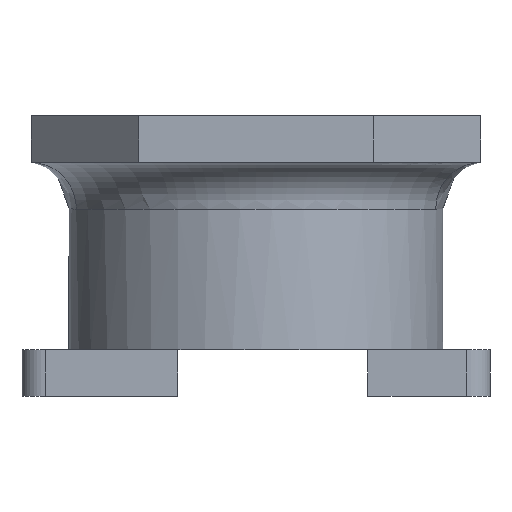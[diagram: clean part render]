
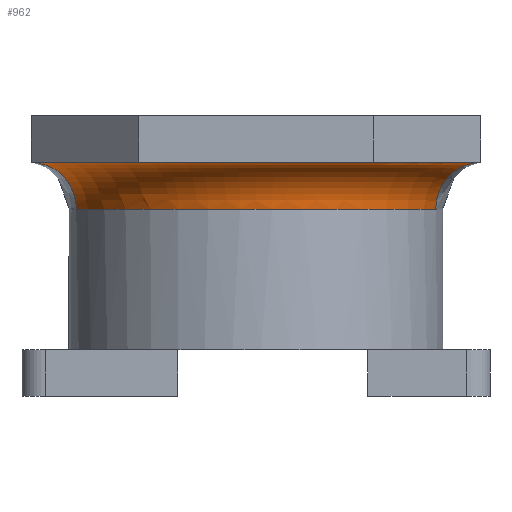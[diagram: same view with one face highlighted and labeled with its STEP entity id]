
A CAD part, left-side view. The second image highlights one B-rep face of the part: STEP entity #962.
In plain terms, the highlighted toroidal (fillet/blend) face has major radius 2.5 mm and minor radius 0.5 mm.
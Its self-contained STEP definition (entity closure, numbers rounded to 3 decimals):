
#24 = VERTEX_POINT('',#25);
#25 = CARTESIAN_POINT('',(-0.7,2.4,2.5));
#44 = PLANE('',#45);
#45 = AXIS2_PLACEMENT_3D('',#46,#47,#48);
#46 = CARTESIAN_POINT('',(0.,0.,2.5));
#47 = DIRECTION('',(0.,0.,1.));
#48 = DIRECTION('',(1.,0.,0.));
#190 = ( BOUNDED_SURFACE() B_SPLINE_SURFACE(2,6,(
    (#191,#192,#193,#194,#195,#196,#197)
    ,(#198,#199,#200,#201,#202,#203,#204)
    ,(#205,#206,#207,#208,#209,#210,#211
)),.UNSPECIFIED.,.F.,.F.,.F.) B_SPLINE_SURFACE_WITH_KNOTS((3,3),(7,7),(
    0.,1.135),(2.574,3.709),
.PIECEWISE_BEZIER_KNOTS.) GEOMETRIC_REPRESENTATION_ITEM() 
RATIONAL_B_SPLINE_SURFACE((
    (1.,1.,1.,1.,1.,1.,1.)
    ,(0.707,0.756,0.778,0.787
      ,0.778,0.756,0.707)
,(1.,1.,1.,1.,1.,1.,1.))) REPRESENTATION_ITEM('') SURFACE() );
#191 = CARTESIAN_POINT('',(0.56,1.92,2.));
#192 = CARTESIAN_POINT('',(0.378,1.973,2.));
#193 = CARTESIAN_POINT('',(0.191,2.005,2.011)
  );
#194 = CARTESIAN_POINT('',(0.,2.016,
    2.015));
#195 = CARTESIAN_POINT('',(-0.191,2.005,2.011
    ));
#196 = CARTESIAN_POINT('',(-0.378,1.973,2.));
#197 = CARTESIAN_POINT('',(-0.56,1.92,2.));
#198 = CARTESIAN_POINT('',(0.56,1.92,2.5));
#199 = CARTESIAN_POINT('',(0.39,1.97,2.435)
  );
#200 = CARTESIAN_POINT('',(0.198,2.005,2.414)
  );
#201 = CARTESIAN_POINT('',(0.,2.017,
    2.408));
#202 = CARTESIAN_POINT('',(-0.198,2.005,2.414)
  );
#203 = CARTESIAN_POINT('',(-0.39,1.97,2.435
    ));
#204 = CARTESIAN_POINT('',(-0.56,1.92,2.5));
#205 = CARTESIAN_POINT('',(0.7,2.4,2.5));
#206 = CARTESIAN_POINT('',(0.454,2.4,2.5));
#207 = CARTESIAN_POINT('',(0.224,2.4,2.5));
#208 = CARTESIAN_POINT('',(0.,2.4,2.5));
#209 = CARTESIAN_POINT('',(-0.224,2.4,2.5));
#210 = CARTESIAN_POINT('',(-0.454,2.4,2.5));
#211 = CARTESIAN_POINT('',(-0.7,2.4,2.5));
#223 = VERTEX_POINT('',#224);
#224 = CARTESIAN_POINT('',(-2.5,0.,2.5));
#252 = EDGE_CURVE('',#24,#223,#253,.T.);
#253 = SURFACE_CURVE('',#254,(#259,#266),.PCURVE_S1.);
#254 = CIRCLE('',#255,2.5);
#255 = AXIS2_PLACEMENT_3D('',#256,#257,#258);
#256 = CARTESIAN_POINT('',(0.,0.,2.5));
#257 = DIRECTION('',(0.,0.,1.));
#258 = DIRECTION('',(1.,0.,0.));
#259 = PCURVE('',#44,#260);
#260 = DEFINITIONAL_REPRESENTATION('',(#261),#265);
#261 = CIRCLE('',#262,2.5);
#262 = AXIS2_PLACEMENT_2D('',#263,#264);
#263 = CARTESIAN_POINT('',(0.,0.));
#264 = DIRECTION('',(1.,0.));
#265 = ( GEOMETRIC_REPRESENTATION_CONTEXT(2) 
PARAMETRIC_REPRESENTATION_CONTEXT() REPRESENTATION_CONTEXT('2D SPACE',''
  ) );
#266 = PCURVE('',#267,#272);
#267 = TOROIDAL_SURFACE('',#268,2.5,0.5);
#268 = AXIS2_PLACEMENT_3D('',#269,#270,#271);
#269 = CARTESIAN_POINT('',(0.,0.,2.));
#270 = DIRECTION('',(0.,0.,1.));
#271 = DIRECTION('',(1.,0.,0.));
#272 = DEFINITIONAL_REPRESENTATION('',(#273),#277);
#273 = LINE('',#274,#275);
#274 = CARTESIAN_POINT('',(0.,1.571));
#275 = VECTOR('',#276,1.);
#276 = DIRECTION('',(1.,0.));
#277 = ( GEOMETRIC_REPRESENTATION_CONTEXT(2) 
PARAMETRIC_REPRESENTATION_CONTEXT() REPRESENTATION_CONTEXT('2D SPACE',''
  ) );
#313 = PLANE('',#314);
#314 = AXIS2_PLACEMENT_3D('',#315,#316,#317);
#315 = CARTESIAN_POINT('',(0.,0.,2.5));
#316 = DIRECTION('',(0.,0.,1.));
#317 = DIRECTION('',(1.,0.,0.));
#361 = VERTEX_POINT('',#362);
#362 = CARTESIAN_POINT('',(-0.7,-2.4,2.5));
#388 = EDGE_CURVE('',#223,#361,#389,.T.);
#389 = SURFACE_CURVE('',#390,(#395,#402),.PCURVE_S1.);
#390 = CIRCLE('',#391,2.5);
#391 = AXIS2_PLACEMENT_3D('',#392,#393,#394);
#392 = CARTESIAN_POINT('',(0.,0.,2.5));
#393 = DIRECTION('',(0.,0.,1.));
#394 = DIRECTION('',(1.,0.,0.));
#395 = PCURVE('',#313,#396);
#396 = DEFINITIONAL_REPRESENTATION('',(#397),#401);
#397 = CIRCLE('',#398,2.5);
#398 = AXIS2_PLACEMENT_2D('',#399,#400);
#399 = CARTESIAN_POINT('',(0.,0.));
#400 = DIRECTION('',(1.,0.));
#401 = ( GEOMETRIC_REPRESENTATION_CONTEXT(2) 
PARAMETRIC_REPRESENTATION_CONTEXT() REPRESENTATION_CONTEXT('2D SPACE',''
  ) );
#402 = PCURVE('',#267,#403);
#403 = DEFINITIONAL_REPRESENTATION('',(#404),#408);
#404 = LINE('',#405,#406);
#405 = CARTESIAN_POINT('',(0.,1.571));
#406 = VECTOR('',#407,1.);
#407 = DIRECTION('',(1.,0.));
#408 = ( GEOMETRIC_REPRESENTATION_CONTEXT(2) 
PARAMETRIC_REPRESENTATION_CONTEXT() REPRESENTATION_CONTEXT('2D SPACE',''
  ) );
#450 = EDGE_CURVE('',#24,#451,#453,.T.);
#451 = VERTEX_POINT('',#452);
#452 = CARTESIAN_POINT('',(-0.56,1.92,2.));
#453 = SURFACE_CURVE('',#454,(#458,#465),.PCURVE_S1.);
#454 = ( BOUNDED_CURVE() B_SPLINE_CURVE(2,(#455,#456,#457),
.UNSPECIFIED.,.F.,.F.) B_SPLINE_CURVE_WITH_KNOTS((3,3),(0.,
1.135),.PIECEWISE_BEZIER_KNOTS.) CURVE() 
GEOMETRIC_REPRESENTATION_ITEM() RATIONAL_B_SPLINE_CURVE((1.,
0.707,1.)) REPRESENTATION_ITEM('') );
#455 = CARTESIAN_POINT('',(-0.7,2.4,2.5));
#456 = CARTESIAN_POINT('',(-0.56,1.92,2.5));
#457 = CARTESIAN_POINT('',(-0.56,1.92,2.));
#458 = PCURVE('',#190,#459);
#459 = DEFINITIONAL_REPRESENTATION('',(#460),#464);
#460 = LINE('',#461,#462);
#461 = CARTESIAN_POINT('',(1.135,3.709));
#462 = VECTOR('',#463,1.);
#463 = DIRECTION('',(-1.,-0.));
#464 = ( GEOMETRIC_REPRESENTATION_CONTEXT(2) 
PARAMETRIC_REPRESENTATION_CONTEXT() REPRESENTATION_CONTEXT('2D SPACE',''
  ) );
#465 = PCURVE('',#267,#466);
#466 = DEFINITIONAL_REPRESENTATION('',(#467),#478);
#467 = B_SPLINE_CURVE_WITH_KNOTS('',9,(#468,#469,#470,#471,#472,#473,
    #474,#475,#476,#477),.UNSPECIFIED.,.F.,.F.,(10,10),(0.,
    1.135),.PIECEWISE_BEZIER_KNOTS.);
#468 = CARTESIAN_POINT('',(1.855,1.571));
#469 = CARTESIAN_POINT('',(1.855,1.728));
#470 = CARTESIAN_POINT('',(1.855,1.897));
#471 = CARTESIAN_POINT('',(1.855,2.075));
#472 = CARTESIAN_POINT('',(1.855,2.262));
#473 = CARTESIAN_POINT('',(1.855,2.451));
#474 = CARTESIAN_POINT('',(1.855,2.637));
#475 = CARTESIAN_POINT('',(1.855,2.816));
#476 = CARTESIAN_POINT('',(1.855,2.984));
#477 = CARTESIAN_POINT('',(1.855,3.142));
#478 = ( GEOMETRIC_REPRESENTATION_CONTEXT(2) 
PARAMETRIC_REPRESENTATION_CONTEXT() REPRESENTATION_CONTEXT('2D SPACE',''
  ) );
#498 = CYLINDRICAL_SURFACE('',#499,2.);
#499 = AXIS2_PLACEMENT_3D('',#500,#501,#502);
#500 = CARTESIAN_POINT('',(0.,0.,0.5));
#501 = DIRECTION('',(-0.,-0.,-1.));
#502 = DIRECTION('',(1.,0.,0.));
#962 = ADVANCED_FACE('',(#963),#267,.F.);
#963 = FACE_BOUND('',#964,.F.);
#964 = EDGE_LOOP('',(#965,#966,#967,#968,#1021));
#965 = ORIENTED_EDGE('',*,*,#450,.F.);
#966 = ORIENTED_EDGE('',*,*,#252,.T.);
#967 = ORIENTED_EDGE('',*,*,#388,.T.);
#968 = ORIENTED_EDGE('',*,*,#969,.T.);
#969 = EDGE_CURVE('',#361,#970,#972,.T.);
#970 = VERTEX_POINT('',#971);
#971 = CARTESIAN_POINT('',(-0.56,-1.92,2.));
#972 = SURFACE_CURVE('',#973,(#978,#985),.PCURVE_S1.);
#973 = CIRCLE('',#974,0.5);
#974 = AXIS2_PLACEMENT_3D('',#975,#976,#977);
#975 = CARTESIAN_POINT('',(-0.7,-2.4,2.));
#976 = DIRECTION('',(-0.96,0.28,0.));
#977 = DIRECTION('',(-0.28,-0.96,0.));
#978 = PCURVE('',#267,#979);
#979 = DEFINITIONAL_REPRESENTATION('',(#980),#984);
#980 = LINE('',#981,#982);
#981 = CARTESIAN_POINT('',(4.429,0.));
#982 = VECTOR('',#983,1.);
#983 = DIRECTION('',(0.,1.));
#984 = ( GEOMETRIC_REPRESENTATION_CONTEXT(2) 
PARAMETRIC_REPRESENTATION_CONTEXT() REPRESENTATION_CONTEXT('2D SPACE',''
  ) );
#985 = PCURVE('',#986,#1008);
#986 = ( BOUNDED_SURFACE() B_SPLINE_SURFACE(2,6,(
    (#987,#988,#989,#990,#991,#992,#993)
    ,(#994,#995,#996,#997,#998,#999,#1000)
    ,(#1001,#1002,#1003,#1004,#1005,#1006,#1007
)),.UNSPECIFIED.,.F.,.F.,.F.) B_SPLINE_SURFACE_WITH_KNOTS((3,3),(7,7),(
    0.,1.135),(8.857,9.992),
.PIECEWISE_BEZIER_KNOTS.) GEOMETRIC_REPRESENTATION_ITEM() 
RATIONAL_B_SPLINE_SURFACE((
    (1.,1.,1.,1.,1.,1.,1.)
    ,(0.707,0.756,0.778,0.787
      ,0.778,0.756,0.707)
,(1.,1.,1.,1.,1.,1.,1.))) REPRESENTATION_ITEM('') SURFACE() );
#987 = CARTESIAN_POINT('',(-0.56,-1.92,2.));
#988 = CARTESIAN_POINT('',(-0.378,-1.973,2.));
#989 = CARTESIAN_POINT('',(-0.191,-2.005,
    2.011));
#990 = CARTESIAN_POINT('',(0.,-2.016,
    2.015));
#991 = CARTESIAN_POINT('',(0.191,-2.005,2.011
    ));
#992 = CARTESIAN_POINT('',(0.378,-1.973,2.));
#993 = CARTESIAN_POINT('',(0.56,-1.92,2.));
#994 = CARTESIAN_POINT('',(-0.56,-1.92,2.5));
#995 = CARTESIAN_POINT('',(-0.39,-1.97,
    2.435));
#996 = CARTESIAN_POINT('',(-0.198,-2.005,2.414
    ));
#997 = CARTESIAN_POINT('',(0.,-2.017,
    2.408));
#998 = CARTESIAN_POINT('',(0.198,-2.005,2.414)
  );
#999 = CARTESIAN_POINT('',(0.39,-1.97,2.435
    ));
#1000 = CARTESIAN_POINT('',(0.56,-1.92,2.5));
#1001 = CARTESIAN_POINT('',(-0.7,-2.4,2.5));
#1002 = CARTESIAN_POINT('',(-0.454,-2.4,2.5));
#1003 = CARTESIAN_POINT('',(-0.224,-2.4,2.5));
#1004 = CARTESIAN_POINT('',(0.,-2.4,2.5));
#1005 = CARTESIAN_POINT('',(0.224,-2.4,2.5));
#1006 = CARTESIAN_POINT('',(0.454,-2.4,2.5));
#1007 = CARTESIAN_POINT('',(0.7,-2.4,2.5));
#1008 = DEFINITIONAL_REPRESENTATION('',(#1009),#1020);
#1009 = B_SPLINE_CURVE_WITH_KNOTS('',9,(#1010,#1011,#1012,#1013,#1014,
    #1015,#1016,#1017,#1018,#1019),.UNSPECIFIED.,.F.,.F.,(10,10),(
    1.571,3.142),.PIECEWISE_BEZIER_KNOTS.);
#1010 = CARTESIAN_POINT('',(1.135,8.857));
#1011 = CARTESIAN_POINT('',(0.995,8.857));
#1012 = CARTESIAN_POINT('',(0.866,8.857));
#1013 = CARTESIAN_POINT('',(0.744,8.857));
#1014 = CARTESIAN_POINT('',(0.626,8.857));
#1015 = CARTESIAN_POINT('',(0.509,8.857));
#1016 = CARTESIAN_POINT('',(0.391,8.857));
#1017 = CARTESIAN_POINT('',(0.269,8.857));
#1018 = CARTESIAN_POINT('',(0.14,8.857));
#1019 = CARTESIAN_POINT('',(0.,8.857));
#1020 = ( GEOMETRIC_REPRESENTATION_CONTEXT(2) 
PARAMETRIC_REPRESENTATION_CONTEXT() REPRESENTATION_CONTEXT('2D SPACE',''
  ) );
#1021 = ORIENTED_EDGE('',*,*,#1022,.F.);
#1022 = EDGE_CURVE('',#451,#970,#1023,.T.);
#1023 = SURFACE_CURVE('',#1024,(#1029,#1036),.PCURVE_S1.);
#1024 = CIRCLE('',#1025,2.);
#1025 = AXIS2_PLACEMENT_3D('',#1026,#1027,#1028);
#1026 = CARTESIAN_POINT('',(0.,0.,2.));
#1027 = DIRECTION('',(0.,0.,1.));
#1028 = DIRECTION('',(1.,0.,0.));
#1029 = PCURVE('',#267,#1030);
#1030 = DEFINITIONAL_REPRESENTATION('',(#1031),#1035);
#1031 = LINE('',#1032,#1033);
#1032 = CARTESIAN_POINT('',(0.,3.142));
#1033 = VECTOR('',#1034,1.);
#1034 = DIRECTION('',(1.,0.));
#1035 = ( GEOMETRIC_REPRESENTATION_CONTEXT(2) 
PARAMETRIC_REPRESENTATION_CONTEXT() REPRESENTATION_CONTEXT('2D SPACE',''
  ) );
#1036 = PCURVE('',#498,#1037);
#1037 = DEFINITIONAL_REPRESENTATION('',(#1038),#1042);
#1038 = LINE('',#1039,#1040);
#1039 = CARTESIAN_POINT('',(-0.,-1.5));
#1040 = VECTOR('',#1041,1.);
#1041 = DIRECTION('',(-1.,0.));
#1042 = ( GEOMETRIC_REPRESENTATION_CONTEXT(2) 
PARAMETRIC_REPRESENTATION_CONTEXT() REPRESENTATION_CONTEXT('2D SPACE',''
  ) );
